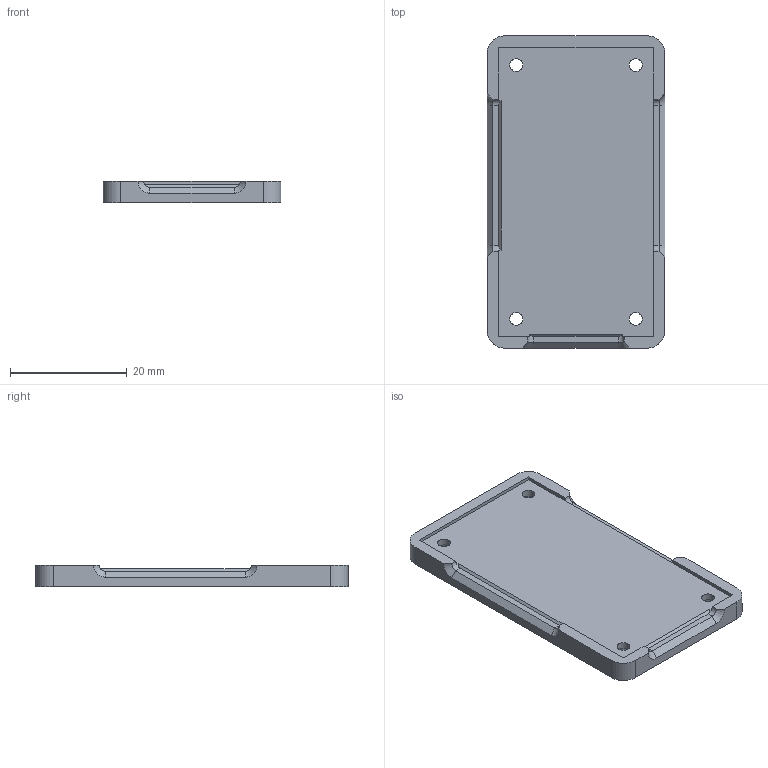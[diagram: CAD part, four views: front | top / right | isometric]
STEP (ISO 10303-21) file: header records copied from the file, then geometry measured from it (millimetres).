
FILE_DESCRIPTION(/* description */ (''),/* implementation_level */ '2;1');
FILE_NAME(/* name */ 'bottom.step',/* time_stamp */ '2025-06-27T17:51:37+05:30',/* author */ (''),/* organization */ (''),/* preprocessor_version */ 'ST-DEVELOPER v20.1',/* originating_system */ 'Autodesk Translation Framework v14.10.0.0',/* authorisation */ '');
FILE_SCHEMA (('AUTOMOTIVE_DESIGN { 1 0 10303 214 3 1 1 }'));
Length unit declared in the file: millimetre
Products named in the file (1): bottom
Bounding box: 30.5 x 53.5 x 3.6 mm (x, y, z)
Volume: 4724.6 mm3; surface area: 3913.9 mm2
Topology: 1 solids, 1 shells, 53 faces, 133 edges, 86 vertices
Faces by surface type: plane 29, cylinder 18, cone 6
Full cylindrical faces by diameter (mm): 2.2 x4, 5 x4
Entity records: 1647 total; most frequent: DIRECTION 289, CARTESIAN_POINT 273, ORIENTED_EDGE 266, EDGE_CURVE 133, AXIS2_PLACEMENT_3D 102, VERTEX_POINT 86, LINE 85, VECTOR 85
